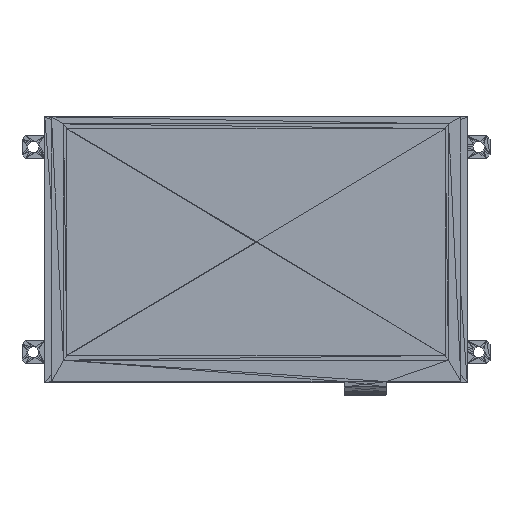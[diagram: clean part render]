
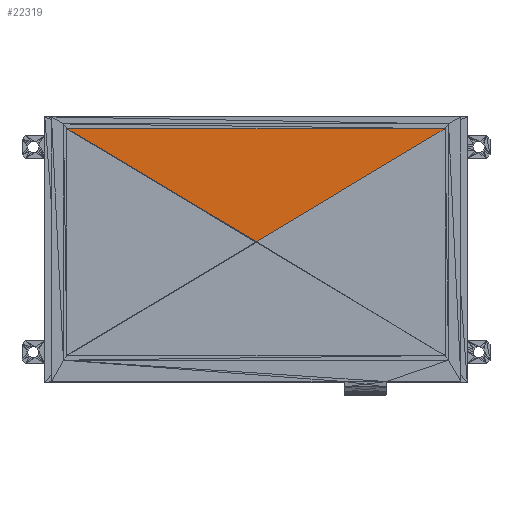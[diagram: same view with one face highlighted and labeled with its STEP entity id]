
A CAD part, top view. The second image highlights one B-rep face of the part: STEP entity #22319.
In plain terms, the highlighted planar face has unit normal (0, 0, 1).
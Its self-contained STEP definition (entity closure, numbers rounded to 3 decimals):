
#66=DIRECTION('',(1.,0.,0.));
#90=DIRECTION('',(0.858,-0.513,0.));
#95=DIRECTION('',(0.858,0.514,0.));
#1305=VECTOR('',#66,1.);
#1329=VECTOR('',#90,1.);
#1334=VECTOR('',#95,1.);
#3147=CARTESIAN_POINT('',(12.85,76.15,8.6));
#3192=CARTESIAN_POINT('',(66.888,43.842,8.6));
#3201=CARTESIAN_POINT('',(120.85,76.15,8.6));
#3914=VERTEX_POINT('',#3147);
#3959=VERTEX_POINT('',#3192);
#3968=VERTEX_POINT('',#3201);
#6065=LINE('',#3147,#1305);
#6088=LINE('',#3147,#1329);
#6089=LINE('',#3192,#1334);
#8372=EDGE_CURVE('',#3914,#3968,#6065,.T.);
#8395=EDGE_CURVE('',#3914,#3959,#6088,.T.);
#8396=EDGE_CURVE('',#3959,#3968,#6089,.T.);
#10702=ORIENTED_EDGE('',*,*,#8395,.T.);
#10703=ORIENTED_EDGE('',*,*,#8396,.T.);
#12986=ORIENTED_EDGE('',*,*,#8372,.F.);
#14629=EDGE_LOOP('',(#12986,#10702,#10703));
#16167=FACE_OUTER_BOUND('',#14629,.T.);
#19048=DIRECTION('',(0.,0.,1.));
#19049=AXIS2_PLACEMENT_3D('',#3201,#19048,#66);
#20781=PLANE('',#19049);
#22319=ADVANCED_FACE('',(#16167),#20781,.T.);
